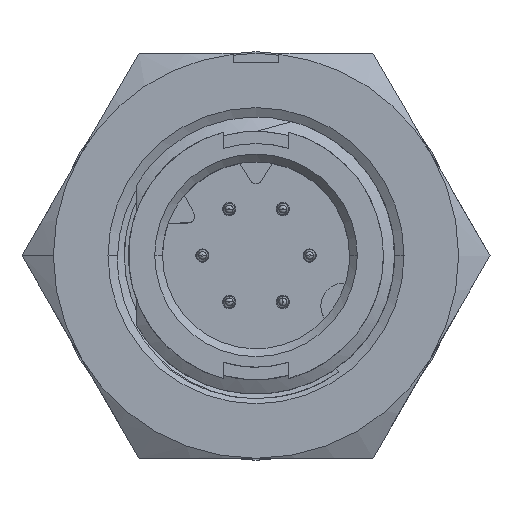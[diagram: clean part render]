
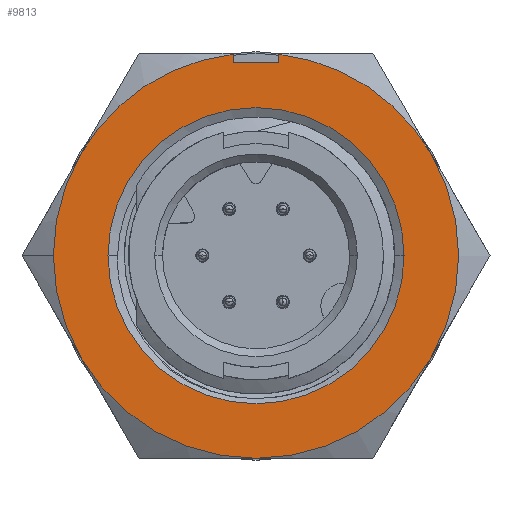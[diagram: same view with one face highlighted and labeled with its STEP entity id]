
A CAD part, top view. The second image highlights one B-rep face of the part: STEP entity #9813.
In plain terms, the highlighted planar face has unit normal (0, 0, 1).
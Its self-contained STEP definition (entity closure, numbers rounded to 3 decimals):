
#94 = EDGE_LOOP ( 'NONE', ( #8955, #2489 ) ) ;
#102 = CIRCLE ( 'NONE', #10378, 7.874 ) ;
#311 = CIRCLE ( 'NONE', #13975, 7.874 ) ;
#452 = CARTESIAN_POINT ( 'NONE',  ( 0.889, 7.493, -7.211 ) ) ;
#589 = CARTESIAN_POINT ( 'NONE',  ( -6.819, 3.937, -7.211 ) ) ;
#663 = CARTESIAN_POINT ( 'NONE',  ( 0., 0., -7.211 ) ) ;
#703 = ORIENTED_EDGE ( 'NONE', *, *, #13063, .F. ) ;
#942 = ORIENTED_EDGE ( 'NONE', *, *, #10176, .F. ) ;
#1301 = DIRECTION ( 'NONE',  ( 0., 0., -1. ) ) ;
#1309 = AXIS2_PLACEMENT_3D ( 'NONE', #2490, #10279, #3612 ) ;
#1442 = CARTESIAN_POINT ( 'NONE',  ( -7.874, 0., -7.211 ) ) ;
#1545 = AXIS2_PLACEMENT_3D ( 'NONE', #10962, #4291, #12075 ) ;
#1712 = DIRECTION ( 'NONE',  ( 0., 0., -1. ) ) ;
#1786 = DIRECTION ( 'NONE',  ( -1., 0., 0. ) ) ;
#1970 = EDGE_CURVE ( 'NONE', #13752, #4251, #102, .T. ) ;
#2170 = CARTESIAN_POINT ( 'NONE',  ( 0., 0., -7.211 ) ) ;
#2264 = CIRCLE ( 'NONE', #5329, 5.753 ) ;
#2316 = CARTESIAN_POINT ( 'NONE',  ( 0., 0., -7.211 ) ) ;
#2489 = ORIENTED_EDGE ( 'NONE', *, *, #12761, .F. ) ;
#2490 = CARTESIAN_POINT ( 'NONE',  ( 0., 0., -7.211 ) ) ;
#3098 = CARTESIAN_POINT ( 'NONE',  ( 6.819, 3.937, -7.211 ) ) ;
#3291 = DIRECTION ( 'NONE',  ( -1., 0., 0. ) ) ;
#3386 = DIRECTION ( 'NONE',  ( 0., 0., -1. ) ) ;
#3443 = DIRECTION ( 'NONE',  ( -1., 0., 0. ) ) ;
#3447 = ORIENTED_EDGE ( 'NONE', *, *, #13519, .F. ) ;
#3556 = CIRCLE ( 'NONE', #5777, 7.874 ) ;
#3595 = VERTEX_POINT ( 'NONE', #10600 ) ;
#3612 = DIRECTION ( 'NONE',  ( 1., 0., 0. ) ) ;
#3672 = CARTESIAN_POINT ( 'NONE',  ( -6.819, -3.937, -7.211 ) ) ;
#3935 = CARTESIAN_POINT ( 'NONE',  ( 0., 0., -7.211 ) ) ;
#4137 = VECTOR ( 'NONE', #4472, 1000. ) ;
#4152 = PLANE ( 'NONE',  #8462 ) ;
#4251 = VERTEX_POINT ( 'NONE', #3672 ) ;
#4291 = DIRECTION ( 'NONE',  ( 0., 0., -1. ) ) ;
#4457 = ORIENTED_EDGE ( 'NONE', *, *, #1970, .F. ) ;
#4472 = DIRECTION ( 'NONE',  ( 0., -1., 0. ) ) ;
#4496 = LINE ( 'NONE', #12256, #4137 ) ;
#4595 = VECTOR ( 'NONE', #11703, 1000. ) ;
#4732 = ORIENTED_EDGE ( 'NONE', *, *, #5612, .T. ) ;
#5066 = CARTESIAN_POINT ( 'NONE',  ( -0.889, 8.938, -7.211 ) ) ;
#5073 = DIRECTION ( 'NONE',  ( 1., 0., 0. ) ) ;
#5094 = DIRECTION ( 'NONE',  ( -1., 0., 0. ) ) ;
#5283 = CARTESIAN_POINT ( 'NONE',  ( 0., -15.748, -7.211 ) ) ;
#5329 = AXIS2_PLACEMENT_3D ( 'NONE', #3935, #11712, #5073 ) ;
#5612 = EDGE_CURVE ( 'NONE', #3595, #6630, #7732, .T. ) ;
#5777 = AXIS2_PLACEMENT_3D ( 'NONE', #8393, #1712, #9498 ) ;
#5967 = AXIS2_PLACEMENT_3D ( 'NONE', #7977, #1301, #9093 ) ;
#5985 = AXIS2_PLACEMENT_3D ( 'NONE', #2316, #10100, #3443 ) ;
#6047 = ORIENTED_EDGE ( 'NONE', *, *, #7289, .F. ) ;
#6398 = DIRECTION ( 'NONE',  ( 0., 0., -1. ) ) ;
#6529 = EDGE_CURVE ( 'NONE', #12395, #10781, #10334, .T. ) ;
#6630 = VERTEX_POINT ( 'NONE', #6634 ) ;
#6634 = CARTESIAN_POINT ( 'NONE',  ( -0.889, 7.824, -7.211 ) ) ;
#7058 = CARTESIAN_POINT ( 'NONE',  ( 6.819, -3.937, -7.211 ) ) ;
#7143 = VERTEX_POINT ( 'NONE', #7058 ) ;
#7230 = FACE_OUTER_BOUND ( 'NONE', #8639, .T. ) ;
#7242 = VERTEX_POINT ( 'NONE', #452 ) ;
#7289 = EDGE_CURVE ( 'NONE', #10781, #7143, #3556, .T. ) ;
#7732 = LINE ( 'NONE', #5066, #4595 ) ;
#7746 = EDGE_CURVE ( 'NONE', #10389, #10601, #11705, .T. ) ;
#7977 = CARTESIAN_POINT ( 'NONE',  ( 0., 0., -7.211 ) ) ;
#7998 = CIRCLE ( 'NONE', #1309, 5.753 ) ;
#8061 = CARTESIAN_POINT ( 'NONE',  ( 0., -7.874, -7.211 ) ) ;
#8179 = CARTESIAN_POINT ( 'NONE',  ( 5.753, 0., -7.211 ) ) ;
#8393 = CARTESIAN_POINT ( 'NONE',  ( 0., 0., -7.211 ) ) ;
#8458 = DIRECTION ( 'NONE',  ( 0., 0., -1. ) ) ;
#8462 = AXIS2_PLACEMENT_3D ( 'NONE', #5283, #6398, #14173 ) ;
#8639 = EDGE_LOOP ( 'NONE', ( #11259, #4732, #3447, #8866, #942, #4457, #703, #6047, #12305, #12703 ) ) ;
#8866 = ORIENTED_EDGE ( 'NONE', *, *, #7746, .F. ) ;
#8881 = CARTESIAN_POINT ( 'NONE',  ( -5.753, 0., -7.211 ) ) ;
#8955 = ORIENTED_EDGE ( 'NONE', *, *, #12243, .F. ) ;
#9093 = DIRECTION ( 'NONE',  ( -1., 0., 0. ) ) ;
#9498 = DIRECTION ( 'NONE',  ( -1., 0., 0. ) ) ;
#9653 = LINE ( 'NONE', #11734, #12272 ) ;
#9813 = ADVANCED_FACE ( 'NONE', ( #9839, #7230 ), #4152, .F. ) ;
#9839 = FACE_BOUND ( 'NONE', #94, .T. ) ;
#9950 = DIRECTION ( 'NONE',  ( 0., 0., -1. ) ) ;
#10044 = CARTESIAN_POINT ( 'NONE',  ( 0., 0., -7.211 ) ) ;
#10100 = DIRECTION ( 'NONE',  ( 0., 0., -1. ) ) ;
#10176 = EDGE_CURVE ( 'NONE', #4251, #10389, #11400, .T. ) ;
#10279 = DIRECTION ( 'NONE',  ( 0., 0., 1. ) ) ;
#10334 = CIRCLE ( 'NONE', #1545, 7.874 ) ;
#10378 = AXIS2_PLACEMENT_3D ( 'NONE', #2170, #9950, #3291 ) ;
#10389 = VERTEX_POINT ( 'NONE', #1442 ) ;
#10600 = CARTESIAN_POINT ( 'NONE',  ( -0.889, 7.493, -7.211 ) ) ;
#10601 = VERTEX_POINT ( 'NONE', #589 ) ;
#10614 = EDGE_CURVE ( 'NONE', #7242, #3595, #9653, .T. ) ;
#10781 = VERTEX_POINT ( 'NONE', #3098 ) ;
#10819 = CARTESIAN_POINT ( 'NONE',  ( 0.889, 7.824, -7.211 ) ) ;
#10962 = CARTESIAN_POINT ( 'NONE',  ( 0., 0., -7.211 ) ) ;
#11165 = DIRECTION ( 'NONE',  ( -1., 0., 0. ) ) ;
#11259 = ORIENTED_EDGE ( 'NONE', *, *, #10614, .T. ) ;
#11400 = CIRCLE ( 'NONE', #5967, 7.874 ) ;
#11616 = AXIS2_PLACEMENT_3D ( 'NONE', #10044, #3386, #11165 ) ;
#11703 = DIRECTION ( 'NONE',  ( 0., 1., 0. ) ) ;
#11705 = CIRCLE ( 'NONE', #11616, 7.874 ) ;
#11712 = DIRECTION ( 'NONE',  ( 0., 0., 1. ) ) ;
#11734 = CARTESIAN_POINT ( 'NONE',  ( -0.889, 7.493, -7.211 ) ) ;
#11736 = VERTEX_POINT ( 'NONE', #8881 ) ;
#12075 = DIRECTION ( 'NONE',  ( -1., 0., 0. ) ) ;
#12243 = EDGE_CURVE ( 'NONE', #12868, #11736, #2264, .T. ) ;
#12256 = CARTESIAN_POINT ( 'NONE',  ( 0.889, 8.938, -7.211 ) ) ;
#12272 = VECTOR ( 'NONE', #5094, 1000. ) ;
#12305 = ORIENTED_EDGE ( 'NONE', *, *, #6529, .F. ) ;
#12342 = CIRCLE ( 'NONE', #5985, 7.874 ) ;
#12395 = VERTEX_POINT ( 'NONE', #10819 ) ;
#12703 = ORIENTED_EDGE ( 'NONE', *, *, #14451, .T. ) ;
#12761 = EDGE_CURVE ( 'NONE', #11736, #12868, #7998, .T. ) ;
#12868 = VERTEX_POINT ( 'NONE', #8179 ) ;
#13063 = EDGE_CURVE ( 'NONE', #7143, #13752, #311, .T. ) ;
#13519 = EDGE_CURVE ( 'NONE', #10601, #6630, #12342, .T. ) ;
#13752 = VERTEX_POINT ( 'NONE', #8061 ) ;
#13975 = AXIS2_PLACEMENT_3D ( 'NONE', #663, #8458, #1786 ) ;
#14173 = DIRECTION ( 'NONE',  ( -1., 0., 0. ) ) ;
#14451 = EDGE_CURVE ( 'NONE', #12395, #7242, #4496, .T. ) ;
